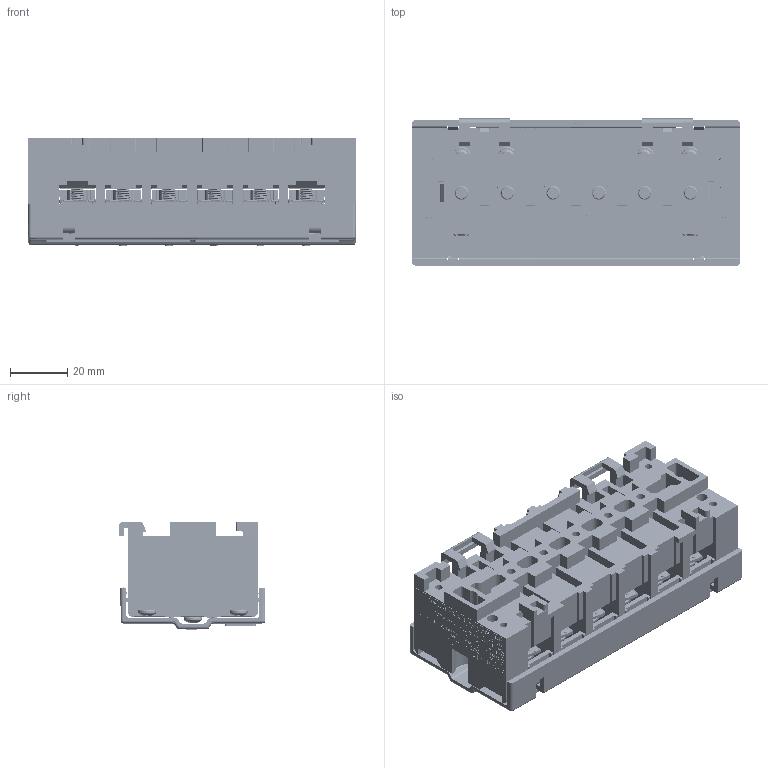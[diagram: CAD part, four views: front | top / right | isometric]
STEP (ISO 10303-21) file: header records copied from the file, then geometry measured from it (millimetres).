
FILE_DESCRIPTION(/* description */ ('HDTB-SB-6-C '),/* implementation_level */ '2;1');
FILE_NAME(/* name */ '25T30130G01-1.stp',/* time_stamp */ '2024-03-06T16:03:57+05:30',/* author */ ('Abhishek'),/* organization */ (''),/* preprocessor_version */ 'ST-DEVELOPER v20',/* originating_system */ 'Autodesk Inventor 2024',/* authorisation */ '');
FILE_SCHEMA (('AUTOMOTIVE_DESIGN { 1 0 10303 214 3 1 1 }'));
Products named in the file (16): 25T30130G01; 25T30124H01; 25T30128H01; 10H10066G01; 10H10072H01; 10H10071H01; 25T30125H01; 25T30129H01.0006; 10H30031H01; 25T30127H01; 25T30126H01; 25T30088H01; 10H10034H01; 10S10080H01; 25T30126H01_MIR1; HDTB_label
Assembly tree (64 placements, depth 3):
  25T30130G01
    25T30124H01
    25T30128H01  x6
    25T30126H01  x12
    10H10066G01  x12
      10H10072H01
      10H10071H01
    25T30125H01
    25T30129H01.0006
    10H30031H01  x6
    25T30127H01
    25T30088H01  x2
    10H10034H01
    10S10080H01  x12
    25T30126H01_MIR1  x6
    HDTB_label
Bounding box: 114.53 x 51.36 x 37.8 mm (x, y, z)
Volume: 114106.3 mm3; surface area: 107427.2 mm2
Topology: 74 solids, 74 shells, 7235 faces, 19502 edges, 12810 vertices
Faces by surface type: plane 3646, bspline 1585, cylinder 1509, torus 270, cone 176, sphere 49
Full cylindrical faces by diameter (mm): 0.714 x1, 0.751 x1, 1.699 x6, 1.95 x4, 1.981 x4, 2 x4, 2.2 x4, 2.3 x10, 2.4 x11, 2.65 x4, 2.7 x5, 2.794 x1, 2.8 x3, 2.845 x5, 2.997 x6, 3 x29, 3.2 x12, 3.3 x12, 3.378 x1, 3.5 x7, 3.795 x84, 3.8 x6, 4 x14, 4.826 x96, 4.92 x12, 5 x12, 5.2 x2, 5.867 x12, 6.223 x6, 8.5 x12
Entity records: 170899 total; most frequent: CARTESIAN_POINT 52205, ORIENTED_EDGE 26234, DIRECTION 19109, EDGE_CURVE 13117, LINE 8813, VECTOR 8813, VERTEX_POINT 8654, EDGE_LOOP 5347
